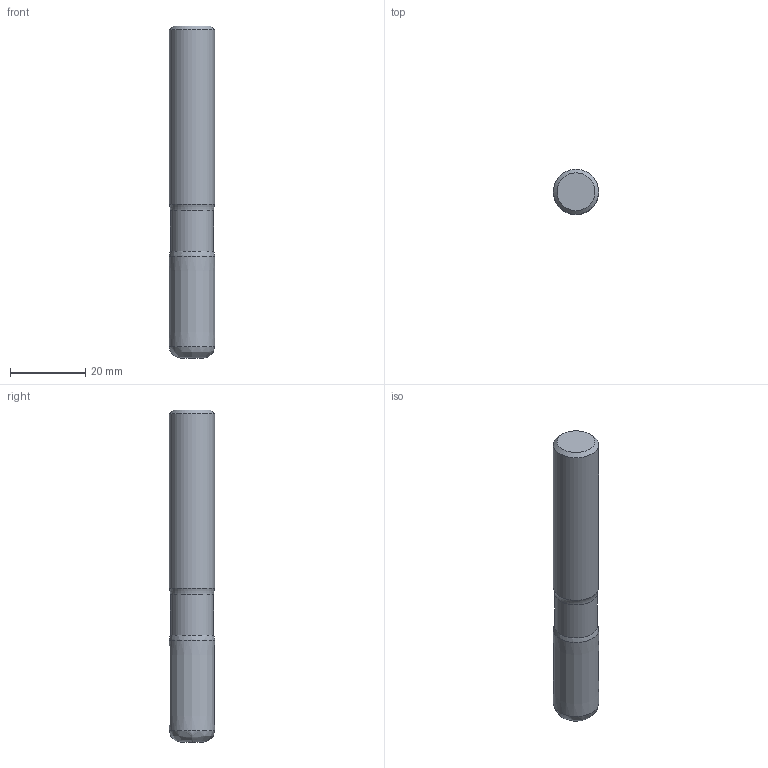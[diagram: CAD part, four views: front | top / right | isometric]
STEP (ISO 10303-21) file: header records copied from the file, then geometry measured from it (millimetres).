
FILE_DESCRIPTION(/* description */ (''),/* implementation_level */ '2;1');
FILE_NAME(/* name */ 'S4651-120E2R300.0Z5AC_Basic.stp',/* time_stamp */ '2024-05-10T08:43:55+05:00',/* author */ (''),/* organization */ (''),/* preprocessor_version */ 'ST-DEVELOPER v18.102',/* originating_system */ 'SIEMENS PLM Software NX2206.8101',/* authorisation */ '');
FILE_SCHEMA (('AUTOMOTIVE_DESIGN { 1 0 10303 214 3 1 1 1 }'));
Length unit declared in the file: millimetre
Products named in the file (1): inpu2ED47807946r
Bounding box: 12 x 12 x 88 mm (x, y, z)
Volume: 9733.2 mm3; surface area: 3673.8 mm2
Topology: 2 solids, 2 shells, 13 faces, 20 edges, 13 vertices
Faces by surface type: plane 5, cylinder 3, cone 2, bspline 2, torus 1
Full cylindrical faces by diameter (mm): 1.2 x1, 11.4 x1, 12 x1
Entity records: 403 total; most frequent: CARTESIAN_POINT 127, DIRECTION 52, AXIS2_PLACEMENT_3D 26, EDGE_LOOP 22, ORIENTED_EDGE 22, FACE_BOUND 18, ADVANCED_FACE 13, VERTEX_POINT 11
